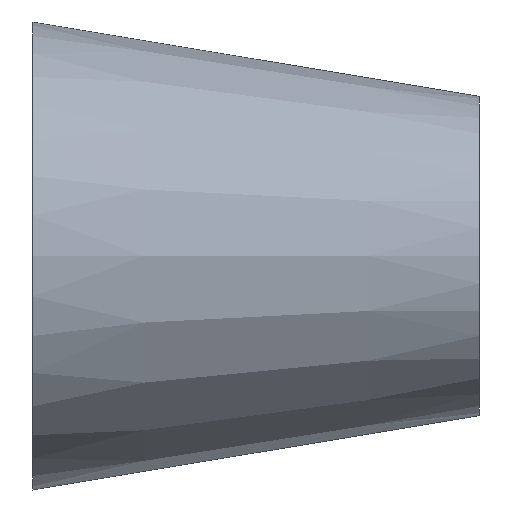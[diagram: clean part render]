
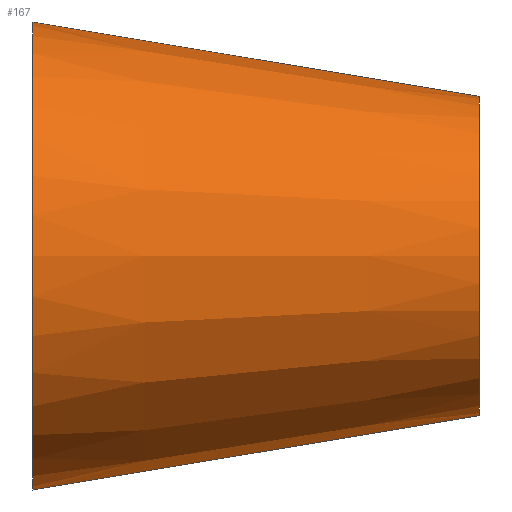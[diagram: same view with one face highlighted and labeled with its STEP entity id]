
A CAD part, front view. The second image highlights one B-rep face of the part: STEP entity #167.
In plain terms, the highlighted conical face has half-angle 9.462 degrees and reference radius 15 mm.
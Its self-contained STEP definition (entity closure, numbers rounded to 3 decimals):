
#10 = CARTESIAN_POINT ( 'NONE',  ( 0., 0., 22. ) ) ;
#11 = ORIENTED_EDGE ( 'NONE', *, *, #115, .T. ) ;
#17 = CARTESIAN_POINT ( 'NONE',  ( 0., 0., 0. ) ) ;
#35 = CIRCLE ( 'NONE', #44, 15. ) ;
#38 = EDGE_LOOP ( 'NONE', ( #58, #139, #11, #93 ) ) ;
#39 = VERTEX_POINT ( 'NONE', #78 ) ;
#44 = AXIS2_PLACEMENT_3D ( 'NONE', #172, #187, #186 ) ;
#46 = DIRECTION ( 'NONE',  ( 0., 0., 1. ) ) ;
#58 = ORIENTED_EDGE ( 'NONE', *, *, #62, .F. ) ;
#62 = EDGE_CURVE ( 'NONE', #165, #92, #239, .T. ) ;
#63 = CARTESIAN_POINT ( 'NONE',  ( 42., 0., 15. ) ) ;
#64 = FACE_OUTER_BOUND ( 'NONE', #38, .T. ) ;
#73 = AXIS2_PLACEMENT_3D ( 'NONE', #145, #226, #46 ) ;
#74 = VERTEX_POINT ( 'NONE', #10 ) ;
#77 = DIRECTION ( 'NONE',  ( -0.986, 0., 0.164 ) ) ;
#78 = CARTESIAN_POINT ( 'NONE',  ( 42., 0., 15. ) ) ;
#80 = LINE ( 'NONE', #63, #84 ) ;
#84 = VECTOR ( 'NONE', #77, 1000. ) ;
#85 = DIRECTION ( 'NONE',  ( 1., 0., 0. ) ) ;
#92 = VERTEX_POINT ( 'NONE', #160 ) ;
#93 = ORIENTED_EDGE ( 'NONE', *, *, #248, .T. ) ;
#115 = EDGE_CURVE ( 'NONE', #39, #74, #80, .T. ) ;
#121 = CARTESIAN_POINT ( 'NONE',  ( 42., 0., -15. ) ) ;
#139 = ORIENTED_EDGE ( 'NONE', *, *, #221, .F. ) ;
#145 = CARTESIAN_POINT ( 'NONE',  ( 42., 0., 0. ) ) ;
#160 = CARTESIAN_POINT ( 'NONE',  ( 0., 0., -22. ) ) ;
#165 = VERTEX_POINT ( 'NONE', #244 ) ;
#167 = ADVANCED_FACE ( 'NONE', ( #64 ), #185, .T. ) ;
#171 = DIRECTION ( 'NONE',  ( 0., 0., -1. ) ) ;
#172 = CARTESIAN_POINT ( 'NONE',  ( 42., 0., 0. ) ) ;
#185 = CONICAL_SURFACE ( 'NONE', #73, 15., 0.165 ) ;
#186 = DIRECTION ( 'NONE',  ( 0., 0., -1. ) ) ;
#187 = DIRECTION ( 'NONE',  ( 1., 0., 0. ) ) ;
#197 = VECTOR ( 'NONE', #222, 1000. ) ;
#201 = AXIS2_PLACEMENT_3D ( 'NONE', #17, #85, #171 ) ;
#221 = EDGE_CURVE ( 'NONE', #39, #165, #35, .T. ) ;
#222 = DIRECTION ( 'NONE',  ( -0.986, 0., -0.164 ) ) ;
#223 = CIRCLE ( 'NONE', #201, 22. ) ;
#226 = DIRECTION ( 'NONE',  ( -1., 0., 0. ) ) ;
#239 = LINE ( 'NONE', #121, #197 ) ;
#244 = CARTESIAN_POINT ( 'NONE',  ( 42., 0., -15. ) ) ;
#248 = EDGE_CURVE ( 'NONE', #74, #92, #223, .T. ) ;
